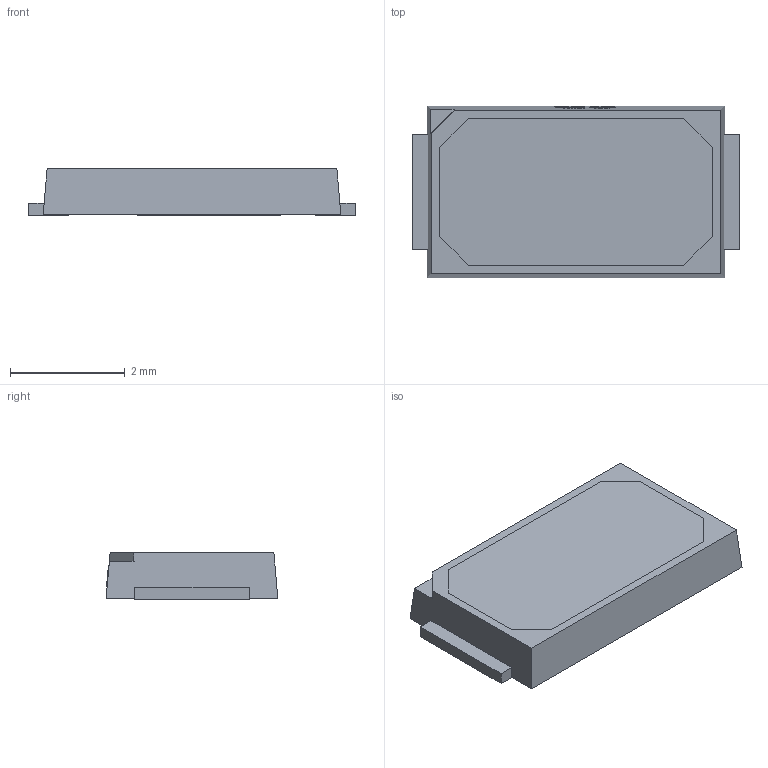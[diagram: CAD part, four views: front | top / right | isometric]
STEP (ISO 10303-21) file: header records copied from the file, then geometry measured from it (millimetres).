
FILE_DESCRIPTION(/* description */ (''),/* implementation_level */ '2;1');
FILE_NAME(/* name */ 'LED-SMD_3P-L5.7-W3.0-RD~LED-SMD_3P-L5.7-W3.0-H0.8~F9Kh.step',/* time_stamp */ '2026-01-21T14:44:34+08:00',/* author */ (''),/* organization */ (''),/* preprocessor_version */ 'ST-DEVELOPER v20.1',/* originating_system */ 'Autodesk Translation Framework v14.21.0.0',/* authorisation */ '');
FILE_SCHEMA (('AUTOMOTIVE_DESIGN { 1 0 10303 214 3 1 1 }'));
Length unit declared in the file: millimetre
Products named in the file (1): LED-SMD_3P-L5.7-W3.0-RD~LED-SMD_3P-L5.7-W3.0-H0.8~F9Kh
Bounding box: 5.7 x 3 x 0.81 mm (x, y, z)
Volume: 12.3 mm3; surface area: 45.7 mm2
Topology: 1 solids, 1 shells, 310 faces, 857 edges, 570 vertices
Faces by surface type: plane 198, bspline 112
Entity records: 11370 total; most frequent: CARTESIAN_POINT 3602, ORIENTED_EDGE 1714, DIRECTION 1207, EDGE_CURVE 857, LINE 629, VECTOR 629, VERTEX_POINT 570, EDGE_LOOP 333
